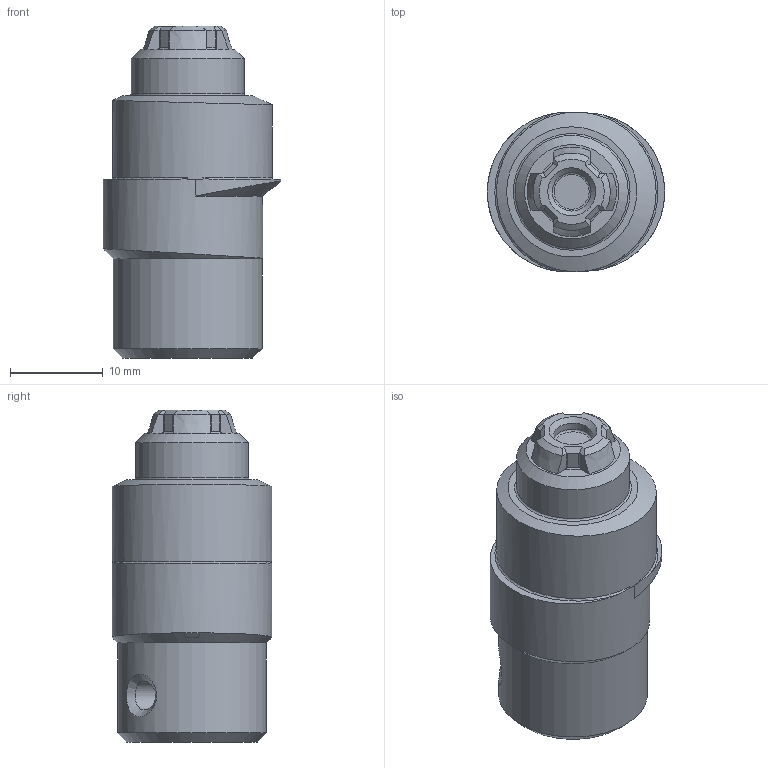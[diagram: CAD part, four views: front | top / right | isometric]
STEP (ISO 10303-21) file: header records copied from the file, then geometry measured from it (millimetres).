
FILE_DESCRIPTION(/* description */ (''),/* implementation_level */ '2;1');
FILE_NAME(/* name */ 'Shaft.step',/* time_stamp */ '2025-06-19T23:46:25+02:00',/* author */ (''),/* organization */ (''),/* preprocessor_version */ 'ST-DEVELOPER v20.1',/* originating_system */ 'Autodesk Translation Framework v14.4.0.0',/* authorisation */ '');
FILE_SCHEMA (('AUTOMOTIVE_DESIGN { 1 0 10303 214 3 1 1 }'));
Length unit declared in the file: millimetre
Products named in the file (1): Open Source Motor Mount
Bounding box: 19.08 x 17.15 x 35.7 mm (x, y, z)
Volume: 6781.1 mm3; surface area: 2204.3 mm2
Topology: 1 solids, 1 shells, 77 faces, 213 edges, 142 vertices
Faces by surface type: plane 36, cylinder 19, cone 16, torus 5, bspline 1
Full cylindrical faces by diameter (mm): 3.1 x1, 4.15 x1, 12.15 x1, 16 x1, 17.15 x2
Entity records: 2845 total; most frequent: CARTESIAN_POINT 805, ORIENTED_EDGE 426, DIRECTION 424, EDGE_CURVE 213, AXIS2_PLACEMENT_3D 171, VERTEX_POINT 142, LINE 82, VECTOR 82
